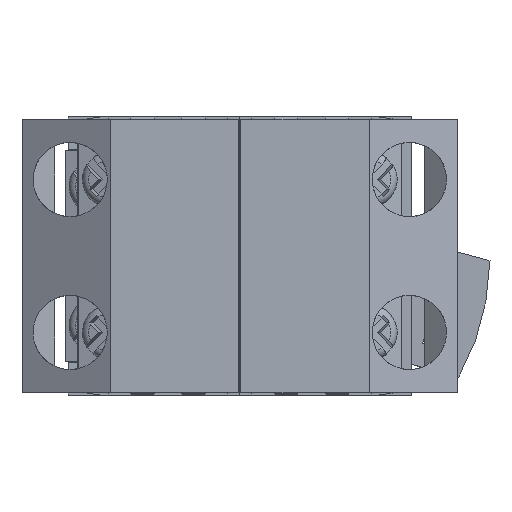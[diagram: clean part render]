
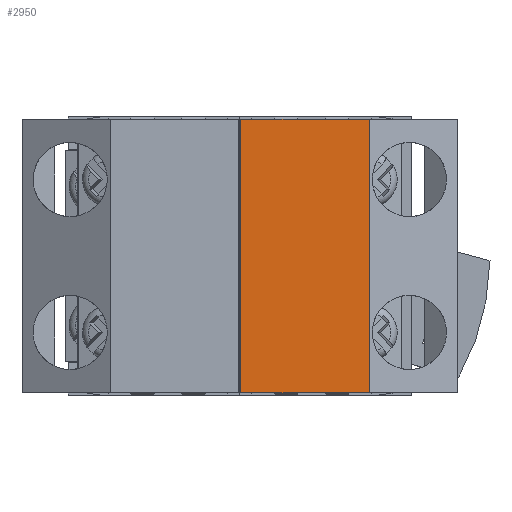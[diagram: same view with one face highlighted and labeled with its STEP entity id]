
A CAD part, front view. The second image highlights one B-rep face of the part: STEP entity #2950.
In plain terms, the highlighted planar face has unit normal (0, -1, 0).
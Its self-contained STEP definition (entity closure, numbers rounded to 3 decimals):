
#493 = CARTESIAN_POINT ( 'NONE',  ( 14., -27.5, 14.75 ) ) ;
#1196 = CARTESIAN_POINT ( 'NONE',  ( 14., -27.5, -14.75 ) ) ;
#2950 = ADVANCED_FACE ( 'NONE', ( #13834 ), #22260, .F. ) ;
#3203 = CARTESIAN_POINT ( 'NONE',  ( 0.1, -27.5, 14.75 ) ) ;
#3525 = LINE ( 'NONE', #46679, #49735 ) ;
#5538 = DIRECTION ( 'NONE',  ( 1., 0., 0. ) ) ;
#6842 = VERTEX_POINT ( 'NONE', #1196 ) ;
#7731 = DIRECTION ( 'NONE',  ( 0., 0., -1. ) ) ;
#12329 = EDGE_CURVE ( 'NONE', #48102, #45354, #31225, .T. ) ;
#12492 = EDGE_CURVE ( 'NONE', #45354, #6842, #44950, .T. ) ;
#12496 = EDGE_CURVE ( 'NONE', #33786, #6842, #55223, .T. ) ;
#12560 = CARTESIAN_POINT ( 'NONE',  ( 0.1, -27.5, -14.75 ) ) ;
#12576 = EDGE_CURVE ( 'NONE', #48102, #33786, #3525, .T. ) ;
#13834 = FACE_OUTER_BOUND ( 'NONE', #53775, .T. ) ;
#14617 = CARTESIAN_POINT ( 'NONE',  ( 14., -27.5, 14.75 ) ) ;
#19947 = ORIENTED_EDGE ( 'NONE', *, *, #12329, .T. ) ;
#21244 = ORIENTED_EDGE ( 'NONE', *, *, #12576, .F. ) ;
#21673 = DIRECTION ( 'NONE',  ( -1., 0., 0. ) ) ;
#21876 = DIRECTION ( 'NONE',  ( 0., 1., 0. ) ) ;
#22260 = PLANE ( 'NONE',  #32380 ) ;
#23225 = CARTESIAN_POINT ( 'NONE',  ( 0., -27.5, 14.75 ) ) ;
#26177 = ORIENTED_EDGE ( 'NONE', *, *, #12496, .F. ) ;
#27442 = CARTESIAN_POINT ( 'NONE',  ( 0.1, -27.5, 14.75 ) ) ;
#28348 = DIRECTION ( 'NONE',  ( 0., 0., -1. ) ) ;
#29126 = DIRECTION ( 'NONE',  ( 1., 0., 0. ) ) ;
#30493 = VECTOR ( 'NONE', #28348, 1000. ) ;
#31225 = LINE ( 'NONE', #3203, #41559 ) ;
#31885 = VECTOR ( 'NONE', #5538, 1000. ) ;
#32380 = AXIS2_PLACEMENT_3D ( 'NONE', #23225, #21876, #21673 ) ;
#33786 = VERTEX_POINT ( 'NONE', #493 ) ;
#41551 = CARTESIAN_POINT ( 'NONE',  ( 0., -27.5, -14.75 ) ) ;
#41559 = VECTOR ( 'NONE', #7731, 1000. ) ;
#44950 = LINE ( 'NONE', #41551, #31885 ) ;
#45354 = VERTEX_POINT ( 'NONE', #12560 ) ;
#46679 = CARTESIAN_POINT ( 'NONE',  ( 0., -27.5, 14.75 ) ) ;
#48102 = VERTEX_POINT ( 'NONE', #27442 ) ;
#49735 = VECTOR ( 'NONE', #29126, 1000. ) ;
#52868 = ORIENTED_EDGE ( 'NONE', *, *, #12492, .T. ) ;
#53775 = EDGE_LOOP ( 'NONE', ( #52868, #26177, #21244, #19947 ) ) ;
#55223 = LINE ( 'NONE', #14617, #30493 ) ;
